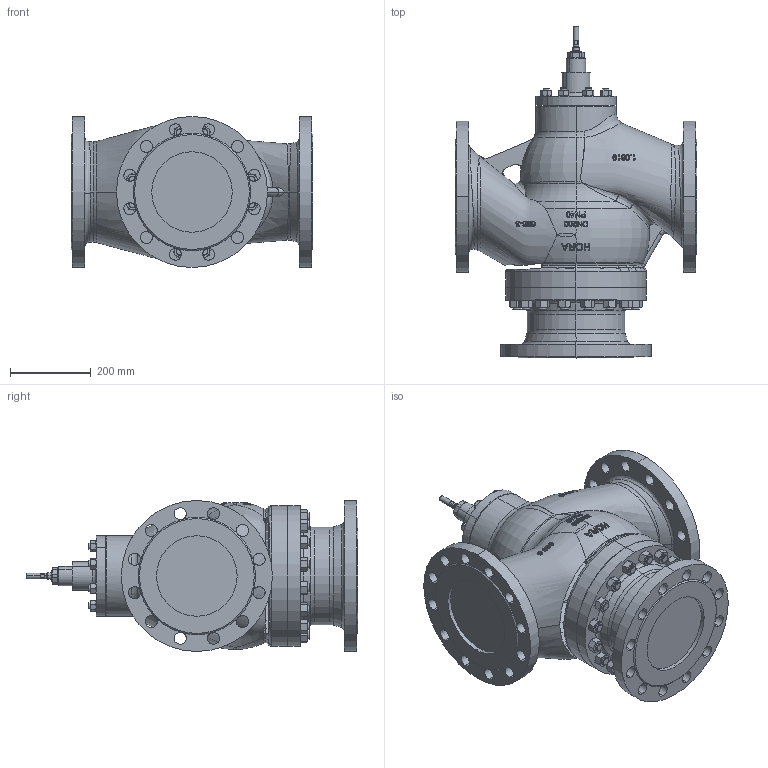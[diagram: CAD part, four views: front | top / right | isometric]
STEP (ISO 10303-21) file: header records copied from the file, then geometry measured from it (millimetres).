
FILE_DESCRIPTION (( 'STEP AP203' ), '1' );
FILE_NAME ('BR340S DN200 XXX PN40 for MC_STEP (Defeature).STEP', '2015-03-10T14:43:05', ( 'HORA' ), ( 'Holter Regelamaturen GmbH & Co. KG' ), 'SwSTEP 2.0', 'SolidWorks 2014', '' );
FILE_SCHEMA (( 'CONFIG_CONTROL_DESIGN' ));
Products named in the file (1): BR340S DN200 XXX PN40 for MC_STEP (Defeature)
Bounding box: 600 x 824 x 375 mm (x, y, z)
Surface area: 1678778.2 mm2 (no closed solid volume)
Topology: 0 solids, 1 shells, 1244 faces, 3205 edges, 2017 vertices
Faces by surface type: cone 365, plane 357, bspline 229, cylinder 218, torus 75
Entity records: 273375 total; most frequent: CARTESIAN_POINT 245269, ORIENTED_EDGE 6406, DIRECTION 5008, EDGE_CURVE 3203, AXIS2_PLACEMENT_3D 2125, VERTEX_POINT 2017, EDGE_LOOP 1424, B_SPLINE_CURVE_WITH_KNOTS 1334
